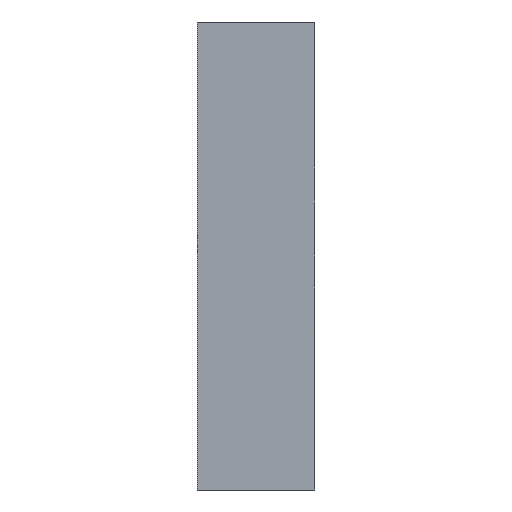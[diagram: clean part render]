
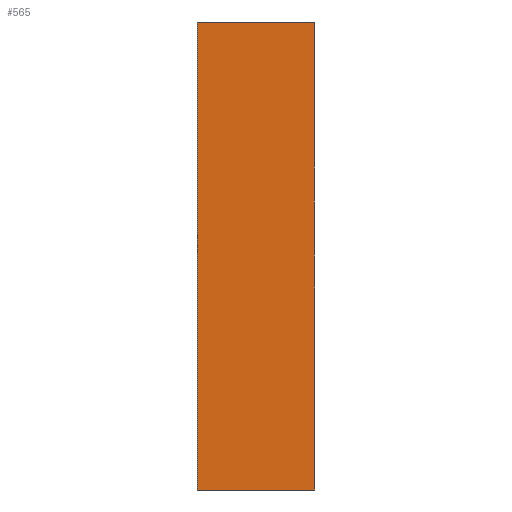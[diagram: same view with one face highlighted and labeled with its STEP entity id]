
A CAD part, left-side view. The second image highlights one B-rep face of the part: STEP entity #565.
In plain terms, the highlighted planar face has unit normal (-1, 0, 0).
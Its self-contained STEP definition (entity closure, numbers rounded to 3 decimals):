
#2 = AXIS2_PLACEMENT_3D ( 'NONE', #313, #223, #94 ) ;
#24 = VECTOR ( 'NONE', #159, 1000. ) ;
#58 = EDGE_CURVE ( 'NONE', #475, #372, #511, .T. ) ;
#80 = ORIENTED_EDGE ( 'NONE', *, *, #58, .T. ) ;
#85 = ORIENTED_EDGE ( 'NONE', *, *, #303, .T. ) ;
#86 = LINE ( 'NONE', #302, #24 ) ;
#94 = DIRECTION ( 'NONE',  ( 0., 0., -1. ) ) ;
#108 = ORIENTED_EDGE ( 'NONE', *, *, #397, .F. ) ;
#109 = CARTESIAN_POINT ( 'NONE',  ( -34., 1.5, -3. ) ) ;
#122 = VECTOR ( 'NONE', #515, 1000. ) ;
#129 = VECTOR ( 'NONE', #187, 1000. ) ;
#158 = VERTEX_POINT ( 'NONE', #488 ) ;
#159 = DIRECTION ( 'NONE',  ( 0., -1., 0. ) ) ;
#187 = DIRECTION ( 'NONE',  ( 0., 0., 1. ) ) ;
#200 = VERTEX_POINT ( 'NONE', #405 ) ;
#213 = CARTESIAN_POINT ( 'NONE',  ( -34., 1.5, -3. ) ) ;
#223 = DIRECTION ( 'NONE',  ( 1., 0., 0. ) ) ;
#232 = LINE ( 'NONE', #411, #129 ) ;
#273 = ORIENTED_EDGE ( 'NONE', *, *, #346, .F. ) ;
#295 = CARTESIAN_POINT ( 'NONE',  ( -34., 1.5, -3. ) ) ;
#302 = CARTESIAN_POINT ( 'NONE',  ( -34., 1.5, 3. ) ) ;
#303 = EDGE_CURVE ( 'NONE', #372, #200, #232, .T. ) ;
#313 = CARTESIAN_POINT ( 'NONE',  ( -34., 1.5, -3. ) ) ;
#338 = LINE ( 'NONE', #109, #502 ) ;
#346 = EDGE_CURVE ( 'NONE', #475, #158, #338, .T. ) ;
#372 = VERTEX_POINT ( 'NONE', #472 ) ;
#397 = EDGE_CURVE ( 'NONE', #158, #200, #86, .T. ) ;
#405 = CARTESIAN_POINT ( 'NONE',  ( -34., 0., 3. ) ) ;
#411 = CARTESIAN_POINT ( 'NONE',  ( -34., 0., -3. ) ) ;
#450 = FACE_OUTER_BOUND ( 'NONE', #501, .T. ) ;
#463 = DIRECTION ( 'NONE',  ( 0., 0., 1. ) ) ;
#472 = CARTESIAN_POINT ( 'NONE',  ( -34., 0., -3. ) ) ;
#475 = VERTEX_POINT ( 'NONE', #213 ) ;
#488 = CARTESIAN_POINT ( 'NONE',  ( -34., 1.5, 3. ) ) ;
#489 = PLANE ( 'NONE',  #2 ) ;
#501 = EDGE_LOOP ( 'NONE', ( #85, #108, #273, #80 ) ) ;
#502 = VECTOR ( 'NONE', #463, 1000. ) ;
#511 = LINE ( 'NONE', #295, #122 ) ;
#515 = DIRECTION ( 'NONE',  ( 0., -1., 0. ) ) ;
#565 = ADVANCED_FACE ( 'NONE', ( #450 ), #489, .F. ) ;
